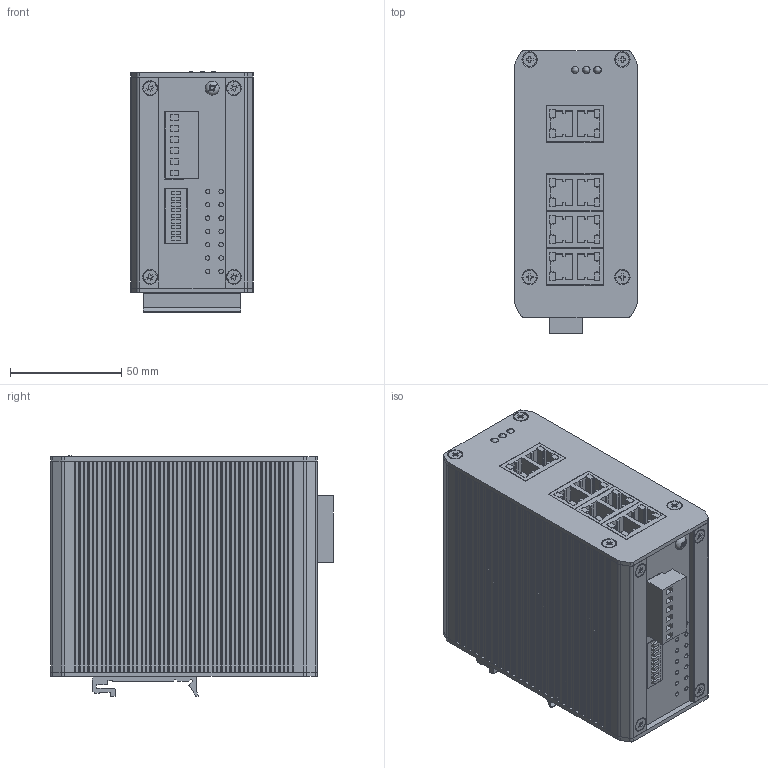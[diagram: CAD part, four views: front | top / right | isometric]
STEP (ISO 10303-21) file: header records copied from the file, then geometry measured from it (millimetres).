
FILE_DESCRIPTION (( 'STEP AP214' ), '1' );
FILE_NAME ('3008-ASY-3D-20140709-STEP.STEP', '2014-07-09T06:07:44', ( '' ), ( '' ), 'SwSTEP 2.0', 'SolidWorks 2008', '' );
FILE_SCHEMA (( 'AUTOMOTIVE_DESIGN' ));
Length unit declared in the file: millimetre
Products named in the file (12): 0-Screw-R-M3x6R_預設; 3008-IO-TOP-3D_預設; 3008-ASY-3D-20140709-STEP; S-TB-F-6P_預設; 3008-IO-REAR-3D_預設; 3008-Front-3D_預設; 0-LED-1x3-1301-IGS_預設; 0-RJ-1x2-3008-3D_預設; DIP-SW-9pin_預設; 0-Screw-120-M3x6_預設; 3D-DinRailKit-44W-SD_預設; 0-DIN-44W_Screw3_預設
Assembly tree (28 placements, depth 3):
  3008-ASY-3D-20140709-STEP
    0-RJ-1x2-3008-3D_預設  x4
    DIP-SW-9pin_預設
    0-Screw-R-M3x6R_預設
    0-Screw-120-M3x6_預設  x12
    S-TB-F-6P_預設
    0-LED-1x3-1301-IGS_預設
    3008-Front-3D_預設
    3008-IO-REAR-3D_預設
    0-DIN-44W_Screw3_預設
      0-Screw-120-M3x6_預設  x3
      3D-DinRailKit-44W-SD_預設
    3008-IO-TOP-3D_預設
Bounding box: 55 x 127.3 x 108.5 mm (x, y, z)
Volume: 650726.8 mm3; surface area: 110893.7 mm2
Topology: 27 solids, 27 shells, 1509 faces, 4057 edges, 2682 vertices
Faces by surface type: plane 944, cylinder 500, cone 60, bspline 3, torus 2
Entity records: 32058 total; most frequent: CARTESIAN_POINT 5493, DIRECTION 5445, ORIENTED_EDGE 5302, EDGE_CURVE 2651, VECTOR 1817, LINE 1817, AXIS2_PLACEMENT_3D 1814, VERTEX_POINT 1758
